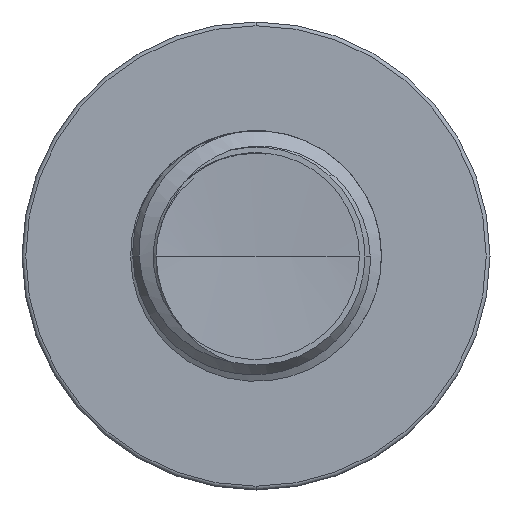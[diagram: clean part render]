
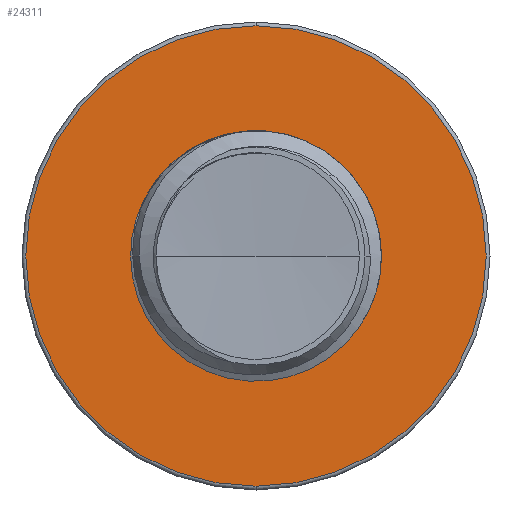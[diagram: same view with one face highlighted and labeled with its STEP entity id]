
A CAD part, front view. The second image highlights one B-rep face of the part: STEP entity #24311.
In plain terms, the highlighted planar face has unit normal (0, -1, 0).
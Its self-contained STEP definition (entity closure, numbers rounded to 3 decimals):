
#422 = AXIS2_PLACEMENT_3D ( 'NONE', #21325, #9084, #23060 ) ;
#829 = CIRCLE ( 'NONE', #15482, 1.436 ) ;
#1070 = DIRECTION ( 'NONE',  ( 0., 0., -1. ) ) ;
#1407 = EDGE_CURVE ( 'NONE', #12916, #17942, #829, .T. ) ;
#1629 = CARTESIAN_POINT ( 'NONE',  ( 0., 7.5, 2.755 ) ) ;
#1673 = DIRECTION ( 'NONE',  ( 0., 0., -1. ) ) ;
#1681 = DIRECTION ( 'NONE',  ( 0., -1., 0. ) ) ;
#1698 = CARTESIAN_POINT ( 'NONE',  ( 0., 7.5, 0. ) ) ;
#1893 = AXIS2_PLACEMENT_3D ( 'NONE', #1698, #1681, #1673 ) ;
#2105 = AXIS2_PLACEMENT_3D ( 'NONE', #3585, #18216, #5723 ) ;
#2616 = EDGE_CURVE ( 'NONE', #24938, #20199, #18799, .T. ) ;
#3585 = CARTESIAN_POINT ( 'NONE',  ( 0., 7.5, 0. ) ) ;
#3720 = CARTESIAN_POINT ( 'NONE',  ( 0., 7.5, -2.755 ) ) ;
#3944 = CIRCLE ( 'NONE', #422, 2.755 ) ;
#5330 = CARTESIAN_POINT ( 'NONE',  ( 0., 7.5, 1.436 ) ) ;
#5723 = DIRECTION ( 'NONE',  ( 0., 0., -1. ) ) ;
#9084 = DIRECTION ( 'NONE',  ( 0., -1., 0. ) ) ;
#9132 = CARTESIAN_POINT ( 'NONE',  ( 0., 7.5, 1.436 ) ) ;
#10805 = PLANE ( 'NONE',  #22265 ) ;
#12916 = VERTEX_POINT ( 'NONE', #5330 ) ;
#13316 = DIRECTION ( 'NONE',  ( 0., -1., 0. ) ) ;
#15111 = FACE_OUTER_BOUND ( 'NONE', #16551, .T. ) ;
#15482 = AXIS2_PLACEMENT_3D ( 'NONE', #25282, #22847, #22775 ) ;
#16551 = EDGE_LOOP ( 'NONE', ( #19050, #22184 ) ) ;
#17676 = CIRCLE ( 'NONE', #2105, 1.436 ) ;
#17942 = VERTEX_POINT ( 'NONE', #25184 ) ;
#18144 = EDGE_CURVE ( 'NONE', #17942, #12916, #17676, .T. ) ;
#18216 = DIRECTION ( 'NONE',  ( 0., -1., 0. ) ) ;
#18799 = CIRCLE ( 'NONE', #1893, 2.755 ) ;
#18893 = ORIENTED_EDGE ( 'NONE', *, *, #18144, .F. ) ;
#19050 = ORIENTED_EDGE ( 'NONE', *, *, #19203, .T. ) ;
#19203 = EDGE_CURVE ( 'NONE', #20199, #24938, #3944, .T. ) ;
#19414 = ORIENTED_EDGE ( 'NONE', *, *, #1407, .F. ) ;
#20199 = VERTEX_POINT ( 'NONE', #3720 ) ;
#21325 = CARTESIAN_POINT ( 'NONE',  ( 0., 7.5, 0. ) ) ;
#22184 = ORIENTED_EDGE ( 'NONE', *, *, #2616, .T. ) ;
#22265 = AXIS2_PLACEMENT_3D ( 'NONE', #9132, #13316, #1070 ) ;
#22775 = DIRECTION ( 'NONE',  ( 0., 0., -1. ) ) ;
#22847 = DIRECTION ( 'NONE',  ( 0., -1., 0. ) ) ;
#23060 = DIRECTION ( 'NONE',  ( 0., 0., -1. ) ) ;
#23691 = EDGE_LOOP ( 'NONE', ( #18893, #19414 ) ) ;
#23998 = FACE_BOUND ( 'NONE', #23691, .T. ) ;
#24311 = ADVANCED_FACE ( 'NONE', ( #15111, #23998 ), #10805, .T. ) ;
#24938 = VERTEX_POINT ( 'NONE', #1629 ) ;
#25184 = CARTESIAN_POINT ( 'NONE',  ( 0., 7.5, -1.436 ) ) ;
#25282 = CARTESIAN_POINT ( 'NONE',  ( 0., 7.5, 0. ) ) ;
